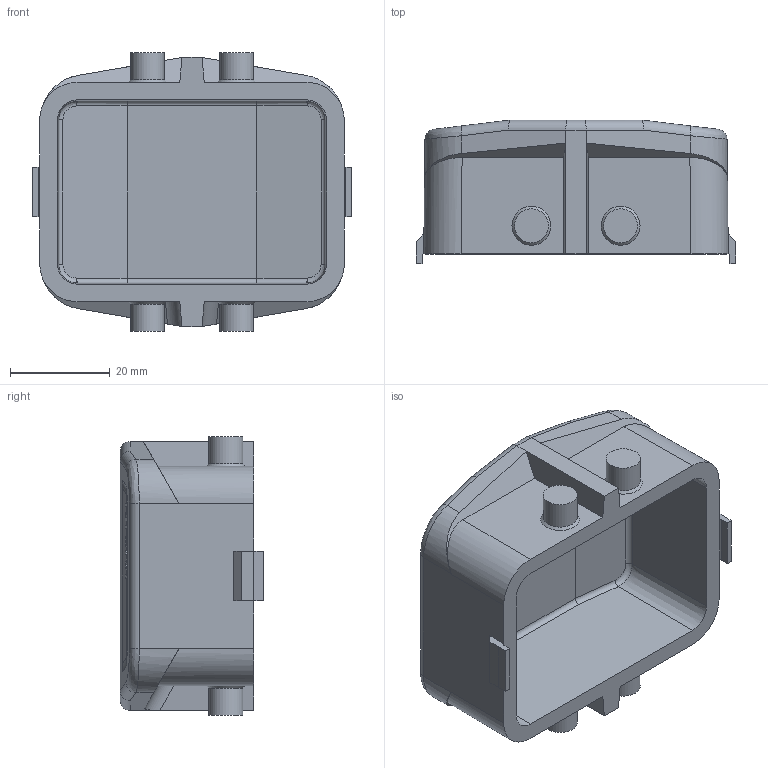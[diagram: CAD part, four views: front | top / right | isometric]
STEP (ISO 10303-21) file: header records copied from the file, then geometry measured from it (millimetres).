
FILE_DESCRIPTION(/* description */ (''),/* implementation_level */ '2;1');
FILE_NAME(/* name */ '',/* time_stamp */ '2017-04-26T08:40:21+08:00',/* author */ (''),/* organization */ (''),/* preprocessor_version */ 'ST-DEVELOPER v11',/* originating_system */ 'SIEMENS PLM Software NX 7.0',/* authorisation */ '');
FILE_SCHEMA (('CONFIG_CONTROL_DESIGN'));
Length unit declared in the file: millimetre
Products named in the file (1): H6B.P-CV-4B_2
Bounding box: 64.09 x 28.8 x 56 mm (x, y, z)
Volume: 27475.2 mm3; surface area: 15775.4 mm2
Topology: 1 solids, 1 shells, 214 faces, 555 edges, 360 vertices
Faces by surface type: plane 137, cylinder 41, extrusion 16, bspline 12, cone 8
Full cylindrical faces by diameter (mm): 6.8 x4
Entity records: 6981 total; most frequent: CARTESIAN_POINT 1998, ORIENTED_EDGE 1090, DIRECTION 857, EDGE_CURVE 545, VERTEX_POINT 358, VECTOR 303, LINE 287, AXIS2_PLACEMENT_3D 277
